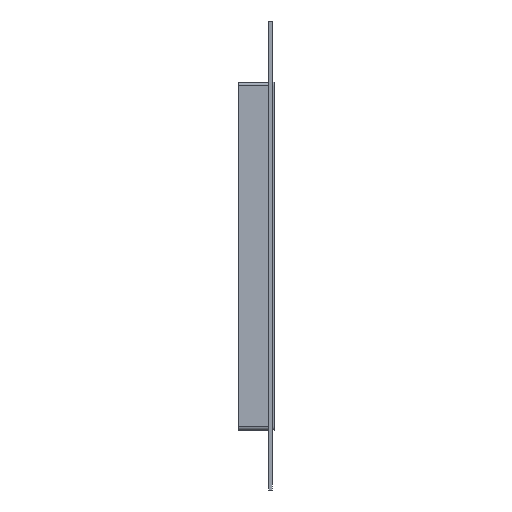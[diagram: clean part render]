
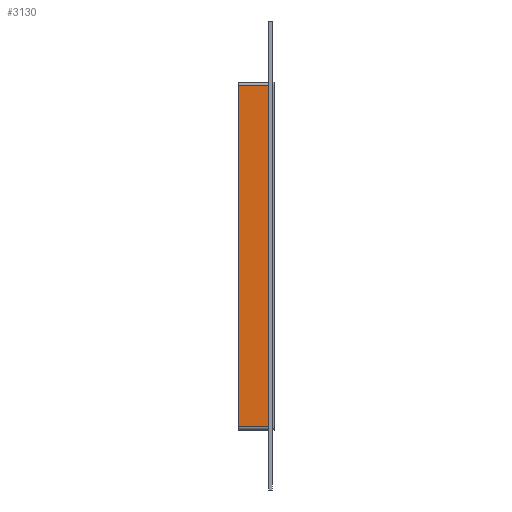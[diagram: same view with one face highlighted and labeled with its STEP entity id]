
A CAD part, left-side view. The second image highlights one B-rep face of the part: STEP entity #3130.
In plain terms, the highlighted planar face has unit normal (-1, 0, 0).
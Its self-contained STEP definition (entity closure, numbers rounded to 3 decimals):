
#1869=CARTESIAN_POINT('',(-392.5,57.0,-284.0));
#1870=VERTEX_POINT('',#1869);
#1878=CARTESIAN_POINT('',(-392.5,57.0,284.0));
#1879=VERTEX_POINT('',#1878);
#1880=CARTESIAN_POINT('',(-392.5,57.0,-284.));
#1881=DIRECTION('',(0.0,0.0,1.0));
#1882=VECTOR('',#1881,568.0);
#1883=LINE('',#1880,#1882);
#1884=EDGE_CURVE('',#1870,#1879,#1883,.T.);
#2563=CARTESIAN_POINT('',(-392.5,6.,-284.0));
#2564=VERTEX_POINT('',#2563);
#2614=CARTESIAN_POINT('',(-392.5,6.,284.0));
#2615=VERTEX_POINT('',#2614);
#2623=CARTESIAN_POINT('',(-392.5,6.,-284.0));
#2624=DIRECTION('',(0.0,0.0,1.0));
#2625=VECTOR('',#2624,568.0);
#2626=LINE('',#2623,#2625);
#2627=EDGE_CURVE('',#2564,#2615,#2626,.T.);
#3103=CARTESIAN_POINT('',(-392.5,6.,-284.0));
#3104=DIRECTION('',(0.0,1.0,0.0));
#3105=VECTOR('',#3104,51.0);
#3106=LINE('',#3103,#3105);
#3107=EDGE_CURVE('',#2564,#1870,#3106,.T.);
#3114=CARTESIAN_POINT('',(-392.5,0.0,-290.));
#3115=DIRECTION('',(-1.0,0.0,0.0));
#3116=DIRECTION('',(0.0,0.0,1.0));
#3117=AXIS2_PLACEMENT_3D('',#3114,#3115,#3116);
#3118=PLANE('',#3117);
#3119=ORIENTED_EDGE('',*,*,#2627,.T.);
#3120=CARTESIAN_POINT('',(-392.5,57.0,284.0));
#3121=DIRECTION('',(0.0,-1.0,0.0));
#3122=VECTOR('',#3121,51.0);
#3123=LINE('',#3120,#3122);
#3124=EDGE_CURVE('',#1879,#2615,#3123,.T.);
#3125=ORIENTED_EDGE('',*,*,#3124,.F.);
#3126=ORIENTED_EDGE('',*,*,#1884,.F.);
#3127=ORIENTED_EDGE('',*,*,#3107,.F.);
#3128=EDGE_LOOP('',(#3119,#3125,#3126,#3127));
#3129=FACE_OUTER_BOUND('',#3128,.T.);
#3130=ADVANCED_FACE('',(#3129),#3118,.T.);
